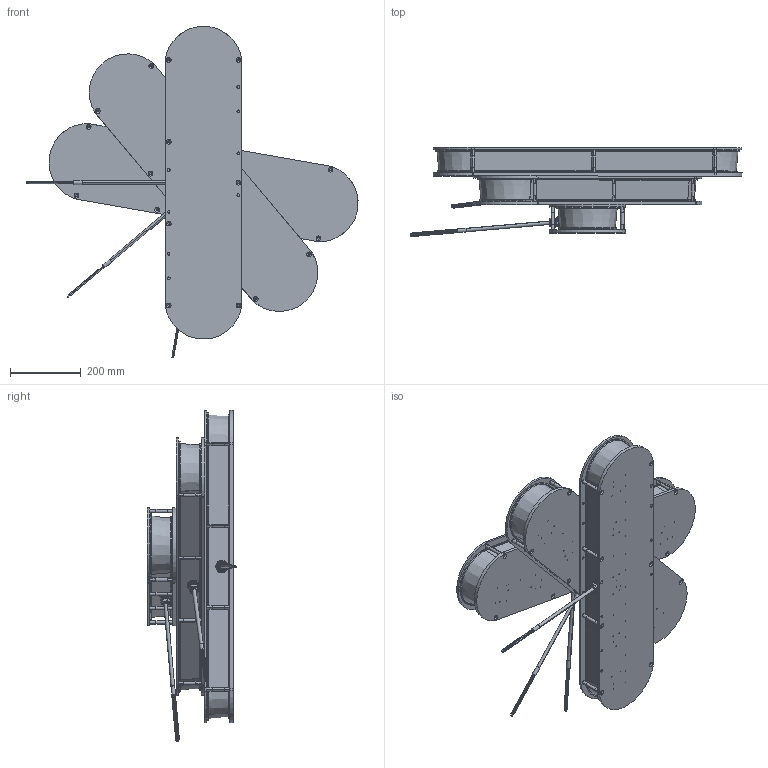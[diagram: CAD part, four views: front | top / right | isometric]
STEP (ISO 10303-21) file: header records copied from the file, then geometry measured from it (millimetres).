
FILE_DESCRIPTION((''),'2;1');
FILE_NAME('8800856004800_ASM','2016-04-07T',('mainorba'),(''),'PRO/ENGINEER BY PARAMETRIC TECHNOLOGY CORPORATION, 2014000','PRO/ENGINEER BY PARAMETRIC TECHNOLOGY CORPORATION, 2014000','');
FILE_SCHEMA(('CONFIG_CONTROL_DESIGN'));
Length unit declared in the file: inch
Products named in the file (15): 5600856000700; 3600856000102; 4700865000300; 5000856000100; 1900856000100; 4900856000200; 8800856002003_4ASM; AMP_770849-2; 8800856000601_ASM; 8500856000300; 5600856000800; 3600856000101; 8800856000701_ASM; 8800856004700_ASM; 8800856004800_ASM
Assembly tree (22 placements, depth 4):
  8800856004800_ASM
    8800856004700_ASM  x3
      5600856000700
      3600856000102
      8800856000601_ASM
        4700865000300
        5000856000100
        1900856000100
        4900856000200
        8800856002003_4ASM
        AMP_770849-2
      8500856000300
      8800856000701_ASM
        5600856000800
        3600856000101
Bounding box: 937.1 x 251.51 x 934.6 mm (x, y, z)
Volume: 10080091.2 mm3; surface area: 4159115.4 mm2
Topology: 51 solids, 63 shells, 2598 faces, 5943 edges, 3726 vertices
Faces by surface type: cylinder 1068, plane 726, cone 564, torus 144, bspline 96
Entity records: 58001 total; most frequent: CARTESIAN_POINT 38607, DIRECTION 4290, ORIENTED_EDGE 3742, EDGE_CURVE 1873, AXIS2_PLACEMENT_3D 1757, VERTEX_POINT 1170, EDGE_LOOP 979, CIRCLE 925
